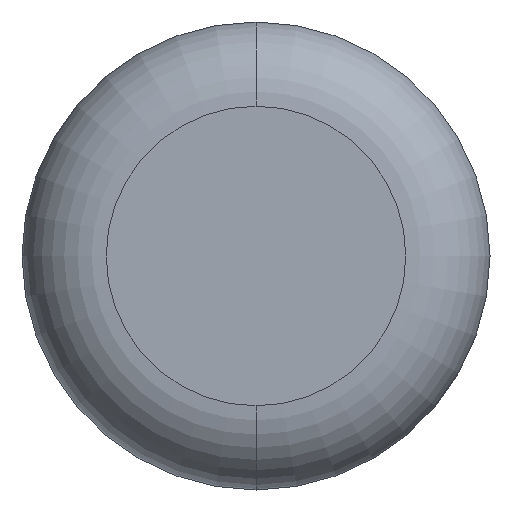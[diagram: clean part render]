
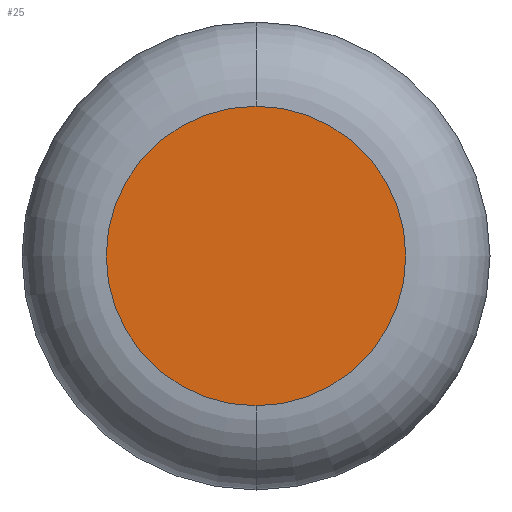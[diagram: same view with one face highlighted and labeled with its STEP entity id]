
A CAD part, front view. The second image highlights one B-rep face of the part: STEP entity #25.
In plain terms, the highlighted planar face has unit normal (0, -1, 0).
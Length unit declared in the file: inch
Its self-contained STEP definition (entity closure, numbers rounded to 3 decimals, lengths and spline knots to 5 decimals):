
#2 = CARTESIAN_POINT ( 'NONE',  ( 0., 0., -0.16 ) ) ;
#12 = EDGE_LOOP ( 'NONE', ( #307, #286 ) ) ;
#25 = ADVANCED_FACE ( 'NONE', ( #41 ), #106, .T. ) ;
#41 = FACE_OUTER_BOUND ( 'NONE', #12, .T. ) ;
#43 = DIRECTION ( 'NONE',  ( 0., 0., -1. ) ) ;
#106 = PLANE ( 'NONE',  #267 ) ;
#123 = CARTESIAN_POINT ( 'NONE',  ( 0., 0., 0. ) ) ;
#148 = DIRECTION ( 'NONE',  ( 0., -1., 0. ) ) ;
#173 = CARTESIAN_POINT ( 'NONE',  ( 0., 0., 0. ) ) ;
#203 = DIRECTION ( 'NONE',  ( 0., -1., 0. ) ) ;
#206 = CIRCLE ( 'NONE', #317, 0.16 ) ;
#218 = AXIS2_PLACEMENT_3D ( 'NONE', #123, #148, #43 ) ;
#239 = VERTEX_POINT ( 'NONE', #2 ) ;
#252 = CIRCLE ( 'NONE', #218, 0.16 ) ;
#267 = AXIS2_PLACEMENT_3D ( 'NONE', #376, #351, #343 ) ;
#286 = ORIENTED_EDGE ( 'NONE', *, *, #287, .T. ) ;
#287 = EDGE_CURVE ( 'NONE', #359, #239, #252, .T. ) ;
#291 = CARTESIAN_POINT ( 'NONE',  ( 0., 0., 0.16 ) ) ;
#294 = DIRECTION ( 'NONE',  ( 0., 0., -1. ) ) ;
#307 = ORIENTED_EDGE ( 'NONE', *, *, #385, .T. ) ;
#317 = AXIS2_PLACEMENT_3D ( 'NONE', #173, #203, #294 ) ;
#343 = DIRECTION ( 'NONE',  ( 0., 0., -1. ) ) ;
#351 = DIRECTION ( 'NONE',  ( 0., -1., 0. ) ) ;
#359 = VERTEX_POINT ( 'NONE', #291 ) ;
#376 = CARTESIAN_POINT ( 'NONE',  ( 0., 0., 0. ) ) ;
#385 = EDGE_CURVE ( 'NONE', #239, #359, #206, .T. ) ;
